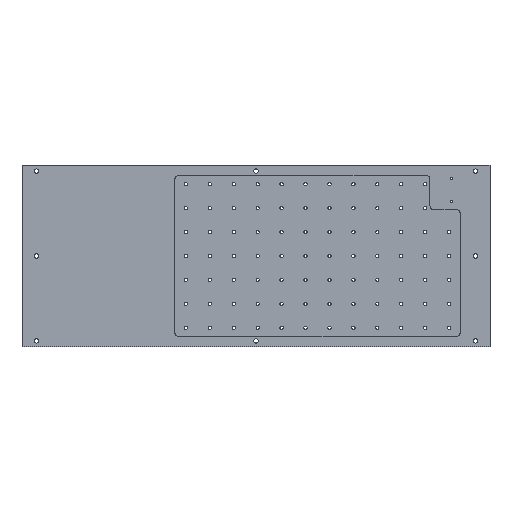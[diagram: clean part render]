
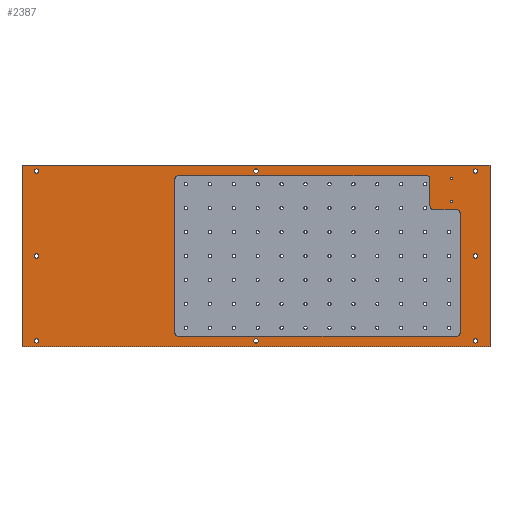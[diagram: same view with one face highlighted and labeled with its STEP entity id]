
A CAD part, top view. The second image highlights one B-rep face of the part: STEP entity #2387.
In plain terms, the highlighted planar face has unit normal (0, 0, 1).
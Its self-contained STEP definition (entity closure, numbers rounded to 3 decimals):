
#40=FACE_BOUND('',#635,.T.);
#41=FACE_BOUND('',#636,.T.);
#42=FACE_BOUND('',#637,.T.);
#43=FACE_BOUND('',#638,.T.);
#44=FACE_BOUND('',#639,.T.);
#45=FACE_BOUND('',#640,.T.);
#46=FACE_BOUND('',#641,.T.);
#47=FACE_BOUND('',#642,.T.);
#48=FACE_BOUND('',#643,.T.);
#49=FACE_BOUND('',#644,.T.);
#50=FACE_BOUND('',#645,.T.);
#226=CIRCLE('',#2512,8.);
#228=CIRCLE('',#2515,8.);
#229=CIRCLE('',#2517,8.);
#231=CIRCLE('',#2520,2.5);
#232=CIRCLE('',#2521,2.5);
#233=CIRCLE('',#2522,8.);
#234=CIRCLE('',#2523,8.);
#235=CIRCLE('',#2524,8.);
#236=CIRCLE('',#2525,4.5);
#237=CIRCLE('',#2526,4.5);
#238=CIRCLE('',#2527,4.5);
#239=CIRCLE('',#2528,4.5);
#240=CIRCLE('',#2529,4.5);
#241=CIRCLE('',#2530,4.5);
#242=CIRCLE('',#2531,4.5);
#243=CIRCLE('',#2532,4.5);
#523=FACE_OUTER_BOUND('',#634,.T.);
#634=EDGE_LOOP('',(#1738,#1739,#1740,#1741));
#635=EDGE_LOOP('',(#1742));
#636=EDGE_LOOP('',(#1743));
#637=EDGE_LOOP('',(#1744,#1745,#1746,#1747,#1748,#1749,#1750,#1751,#1752,
#1753,#1754,#1755));
#638=EDGE_LOOP('',(#1756));
#639=EDGE_LOOP('',(#1757));
#640=EDGE_LOOP('',(#1758));
#641=EDGE_LOOP('',(#1759));
#642=EDGE_LOOP('',(#1760));
#643=EDGE_LOOP('',(#1761));
#644=EDGE_LOOP('',(#1762));
#645=EDGE_LOOP('',(#1763));
#928=LINE('',#3574,#1056);
#934=LINE('',#3600,#1062);
#935=LINE('',#3602,#1063);
#936=LINE('',#3604,#1064);
#937=LINE('',#3605,#1065);
#938=LINE('',#3610,#1066);
#939=LINE('',#3612,#1067);
#940=LINE('',#3616,#1068);
#941=LINE('',#3620,#1069);
#942=LINE('',#3623,#1070);
#1056=VECTOR('',#2825,10.);
#1062=VECTOR('',#2851,978.);
#1063=VECTOR('',#2852,379.);
#1064=VECTOR('',#2853,978.);
#1065=VECTOR('',#2854,379.);
#1066=VECTOR('',#2859,10.);
#1067=VECTOR('',#2860,10.);
#1068=VECTOR('',#2863,10.);
#1069=VECTOR('',#2866,10.);
#1070=VECTOR('',#2869,10.);
#1184=VERTEX_POINT('',#3571);
#1185=VERTEX_POINT('',#3573);
#1187=VERTEX_POINT('',#3579);
#1189=VERTEX_POINT('',#3585);
#1190=VERTEX_POINT('',#3589);
#1191=VERTEX_POINT('',#3590);
#1194=VERTEX_POINT('',#3598);
#1195=VERTEX_POINT('',#3599);
#1196=VERTEX_POINT('',#3601);
#1197=VERTEX_POINT('',#3603);
#1198=VERTEX_POINT('',#3606);
#1199=VERTEX_POINT('',#3608);
#1200=VERTEX_POINT('',#3611);
#1201=VERTEX_POINT('',#3613);
#1202=VERTEX_POINT('',#3615);
#1203=VERTEX_POINT('',#3617);
#1204=VERTEX_POINT('',#3619);
#1205=VERTEX_POINT('',#3621);
#1206=VERTEX_POINT('',#3624);
#1207=VERTEX_POINT('',#3626);
#1208=VERTEX_POINT('',#3628);
#1209=VERTEX_POINT('',#3630);
#1210=VERTEX_POINT('',#3632);
#1211=VERTEX_POINT('',#3634);
#1212=VERTEX_POINT('',#3636);
#1213=VERTEX_POINT('',#3638);
#1400=EDGE_CURVE('',#1185,#1184,#928,.T.);
#1404=EDGE_CURVE('',#1187,#1184,#226,.T.);
#1406=EDGE_CURVE('',#1189,#1185,#228,.T.);
#1408=EDGE_CURVE('',#1190,#1191,#229,.T.);
#1412=EDGE_CURVE('',#1194,#1195,#934,.T.);
#1413=EDGE_CURVE('',#1195,#1196,#935,.T.);
#1414=EDGE_CURVE('',#1197,#1196,#936,.T.);
#1415=EDGE_CURVE('',#1197,#1194,#937,.T.);
#1416=EDGE_CURVE('',#1198,#1198,#231,.T.);
#1417=EDGE_CURVE('',#1199,#1199,#232,.T.);
#1418=EDGE_CURVE('',#1190,#1189,#938,.T.);
#1419=EDGE_CURVE('',#1187,#1200,#939,.T.);
#1420=EDGE_CURVE('',#1201,#1200,#233,.T.);
#1421=EDGE_CURVE('',#1201,#1202,#940,.T.);
#1422=EDGE_CURVE('',#1203,#1202,#234,.T.);
#1423=EDGE_CURVE('',#1203,#1204,#941,.T.);
#1424=EDGE_CURVE('',#1205,#1204,#235,.T.);
#1425=EDGE_CURVE('',#1205,#1191,#942,.T.);
#1426=EDGE_CURVE('',#1206,#1206,#236,.T.);
#1427=EDGE_CURVE('',#1207,#1207,#237,.T.);
#1428=EDGE_CURVE('',#1208,#1208,#238,.T.);
#1429=EDGE_CURVE('',#1209,#1209,#239,.T.);
#1430=EDGE_CURVE('',#1210,#1210,#240,.T.);
#1431=EDGE_CURVE('',#1211,#1211,#241,.T.);
#1432=EDGE_CURVE('',#1212,#1212,#242,.T.);
#1433=EDGE_CURVE('',#1213,#1213,#243,.T.);
#1738=ORIENTED_EDGE('',*,*,#1412,.T.);
#1739=ORIENTED_EDGE('',*,*,#1413,.T.);
#1740=ORIENTED_EDGE('',*,*,#1414,.F.);
#1741=ORIENTED_EDGE('',*,*,#1415,.T.);
#1742=ORIENTED_EDGE('',*,*,#1416,.F.);
#1743=ORIENTED_EDGE('',*,*,#1417,.F.);
#1744=ORIENTED_EDGE('',*,*,#1408,.F.);
#1745=ORIENTED_EDGE('',*,*,#1418,.T.);
#1746=ORIENTED_EDGE('',*,*,#1406,.T.);
#1747=ORIENTED_EDGE('',*,*,#1400,.T.);
#1748=ORIENTED_EDGE('',*,*,#1404,.F.);
#1749=ORIENTED_EDGE('',*,*,#1419,.T.);
#1750=ORIENTED_EDGE('',*,*,#1420,.F.);
#1751=ORIENTED_EDGE('',*,*,#1421,.T.);
#1752=ORIENTED_EDGE('',*,*,#1422,.F.);
#1753=ORIENTED_EDGE('',*,*,#1423,.T.);
#1754=ORIENTED_EDGE('',*,*,#1424,.F.);
#1755=ORIENTED_EDGE('',*,*,#1425,.T.);
#1756=ORIENTED_EDGE('',*,*,#1426,.F.);
#1757=ORIENTED_EDGE('',*,*,#1427,.F.);
#1758=ORIENTED_EDGE('',*,*,#1428,.F.);
#1759=ORIENTED_EDGE('',*,*,#1429,.F.);
#1760=ORIENTED_EDGE('',*,*,#1430,.F.);
#1761=ORIENTED_EDGE('',*,*,#1431,.F.);
#1762=ORIENTED_EDGE('',*,*,#1432,.F.);
#1763=ORIENTED_EDGE('',*,*,#1433,.F.);
#2371=PLANE('',#2519);
#2387=ADVANCED_FACE('',(#523,#40,#41,#42,#43,#44,#45,#46,#47,#48,#49,#50),
#2371,.T.);
#2512=AXIS2_PLACEMENT_3D('',#3581,#2832,#2833);
#2515=AXIS2_PLACEMENT_3D('',#3586,#2838,#2839);
#2517=AXIS2_PLACEMENT_3D('',#3591,#2843,#2844);
#2519=AXIS2_PLACEMENT_3D('',#3597,#2849,#2850);
#2520=AXIS2_PLACEMENT_3D('',#3607,#2855,#2856);
#2521=AXIS2_PLACEMENT_3D('',#3609,#2857,#2858);
#2522=AXIS2_PLACEMENT_3D('',#3614,#2861,#2862);
#2523=AXIS2_PLACEMENT_3D('',#3618,#2864,#2865);
#2524=AXIS2_PLACEMENT_3D('',#3622,#2867,#2868);
#2525=AXIS2_PLACEMENT_3D('',#3625,#2870,#2871);
#2526=AXIS2_PLACEMENT_3D('',#3627,#2872,#2873);
#2527=AXIS2_PLACEMENT_3D('',#3629,#2874,#2875);
#2528=AXIS2_PLACEMENT_3D('',#3631,#2876,#2877);
#2529=AXIS2_PLACEMENT_3D('',#3633,#2878,#2879);
#2530=AXIS2_PLACEMENT_3D('',#3635,#2880,#2881);
#2531=AXIS2_PLACEMENT_3D('',#3637,#2882,#2883);
#2532=AXIS2_PLACEMENT_3D('',#3639,#2884,#2885);
#2825=DIRECTION('',(1.,0.,0.));
#2832=DIRECTION('center_axis',(0.,0.,1.));
#2833=DIRECTION('ref_axis',(1.,0.,0.));
#2838=DIRECTION('center_axis',(0.,0.,1.));
#2839=DIRECTION('ref_axis',(-1.,0.,0.));
#2843=DIRECTION('center_axis',(0.,0.,1.));
#2844=DIRECTION('ref_axis',(1.,0.,0.));
#2849=DIRECTION('center_axis',(0.,0.,1.));
#2850=DIRECTION('ref_axis',(1.,0.,0.));
#2851=DIRECTION('',(1.,0.,0.));
#2852=DIRECTION('',(0.,1.,0.));
#2853=DIRECTION('',(1.,0.,0.));
#2854=DIRECTION('',(0.,-1.,0.));
#2855=DIRECTION('center_axis',(0.,0.,1.));
#2856=DIRECTION('ref_axis',(-1.,0.,0.));
#2857=DIRECTION('center_axis',(0.,0.,1.));
#2858=DIRECTION('ref_axis',(-1.,0.,0.));
#2859=DIRECTION('',(0.,-1.,0.));
#2860=DIRECTION('',(0.,-1.,0.));
#2861=DIRECTION('center_axis',(0.,0.,1.));
#2862=DIRECTION('ref_axis',(0.,-1.,0.));
#2863=DIRECTION('',(-1.,0.,0.));
#2864=DIRECTION('center_axis',(0.,0.,1.));
#2865=DIRECTION('ref_axis',(-1.,0.,0.));
#2866=DIRECTION('',(0.,1.,0.));
#2867=DIRECTION('center_axis',(0.,0.,1.));
#2868=DIRECTION('ref_axis',(0.,1.,0.));
#2869=DIRECTION('',(1.,0.,0.));
#2870=DIRECTION('center_axis',(0.,0.,1.));
#2871=DIRECTION('ref_axis',(1.,0.,0.));
#2872=DIRECTION('center_axis',(0.,0.,1.));
#2873=DIRECTION('ref_axis',(1.,0.,0.));
#2874=DIRECTION('center_axis',(0.,0.,1.));
#2875=DIRECTION('ref_axis',(1.,0.,0.));
#2876=DIRECTION('center_axis',(0.,0.,1.));
#2877=DIRECTION('ref_axis',(1.,0.,0.));
#2878=DIRECTION('center_axis',(0.,0.,1.));
#2879=DIRECTION('ref_axis',(1.,0.,0.));
#2880=DIRECTION('center_axis',(0.,0.,1.));
#2881=DIRECTION('ref_axis',(1.,0.,0.));
#2882=DIRECTION('center_axis',(0.,0.,1.));
#2883=DIRECTION('ref_axis',(1.,0.,0.));
#2884=DIRECTION('center_axis',(0.,0.,1.));
#2885=DIRECTION('ref_axis',(1.,0.,0.));
#3571=CARTESIAN_POINT('',(418.5,-237.5,10.));
#3573=CARTESIAN_POINT('',(371.5,-237.5,10.));
#3574=CARTESIAN_POINT('',(371.5,-237.5,10.));
#3579=CARTESIAN_POINT('',(426.5,-245.5,10.));
#3581=CARTESIAN_POINT('Origin',(418.5,-245.5,10.));
#3585=CARTESIAN_POINT('',(363.5,-229.5,10.));
#3586=CARTESIAN_POINT('Origin',(371.5,-229.5,10.));
#3589=CARTESIAN_POINT('',(363.5,-174.5,10.));
#3590=CARTESIAN_POINT('',(355.5,-166.5,10.));
#3591=CARTESIAN_POINT('Origin',(355.5,-174.5,10.));
#3597=CARTESIAN_POINT('Origin',(0.,0.,10.));
#3598=CARTESIAN_POINT('',(-489.,-524.,10.));
#3599=CARTESIAN_POINT('',(489.,-524.,10.));
#3600=CARTESIAN_POINT('',(-489.,-524.,10.));
#3601=CARTESIAN_POINT('',(489.,-145.,10.));
#3602=CARTESIAN_POINT('',(489.,-524.,10.));
#3603=CARTESIAN_POINT('',(-489.,-145.,10.));
#3604=CARTESIAN_POINT('',(-489.,-145.,10.));
#3605=CARTESIAN_POINT('',(-489.,-145.,10.));
#3606=CARTESIAN_POINT('',(405.5,-221.,10.));
#3607=CARTESIAN_POINT('Origin',(408.,-221.,10.));
#3608=CARTESIAN_POINT('',(405.5,-173.,10.));
#3609=CARTESIAN_POINT('Origin',(408.,-173.,10.));
#3610=CARTESIAN_POINT('',(363.5,-174.5,10.));
#3611=CARTESIAN_POINT('',(426.5,-494.5,10.));
#3612=CARTESIAN_POINT('',(426.5,-250.,10.));
#3613=CARTESIAN_POINT('',(418.5,-502.5,10.));
#3614=CARTESIAN_POINT('Origin',(418.5,-494.5,10.));
#3615=CARTESIAN_POINT('',(-161.5,-502.5,10.));
#3616=CARTESIAN_POINT('',(213.25,-502.5,10.));
#3617=CARTESIAN_POINT('',(-169.5,-494.5,10.));
#3618=CARTESIAN_POINT('Origin',(-161.5,-494.5,10.));
#3619=CARTESIAN_POINT('',(-169.5,-174.5,10.));
#3620=CARTESIAN_POINT('',(-169.5,-84.5,10.));
#3621=CARTESIAN_POINT('',(-161.5,-166.5,10.));
#3622=CARTESIAN_POINT('Origin',(-161.5,-174.5,10.));
#3623=CARTESIAN_POINT('',(-84.75,-166.5,10.));
#3624=CARTESIAN_POINT('',(454.,-157.,10.));
#3625=CARTESIAN_POINT('Origin',(458.5,-157.,10.));
#3626=CARTESIAN_POINT('',(454.,-334.5,10.));
#3627=CARTESIAN_POINT('Origin',(458.5,-334.5,10.));
#3628=CARTESIAN_POINT('',(454.,-512.,10.));
#3629=CARTESIAN_POINT('Origin',(458.5,-512.,10.));
#3630=CARTESIAN_POINT('',(-463.,-157.,10.));
#3631=CARTESIAN_POINT('Origin',(-458.5,-157.,10.));
#3632=CARTESIAN_POINT('',(-463.,-334.5,10.));
#3633=CARTESIAN_POINT('Origin',(-458.5,-334.5,10.));
#3634=CARTESIAN_POINT('',(-463.,-512.,10.));
#3635=CARTESIAN_POINT('Origin',(-458.5,-512.,10.));
#3636=CARTESIAN_POINT('',(-4.5,-157.,10.));
#3637=CARTESIAN_POINT('Origin',(0.,-157.,10.));
#3638=CARTESIAN_POINT('',(-4.5,-512.,10.));
#3639=CARTESIAN_POINT('Origin',(0.,-512.,
10.));
